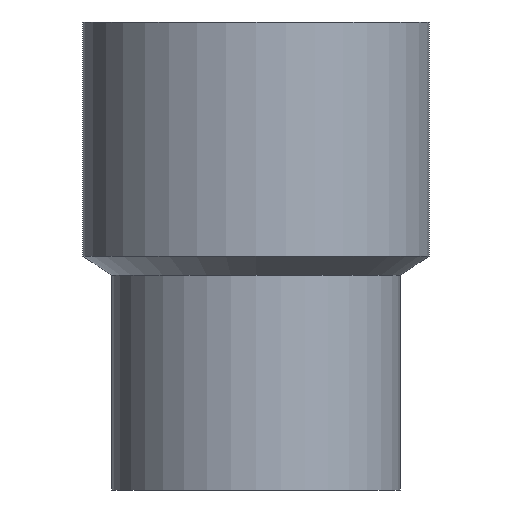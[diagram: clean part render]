
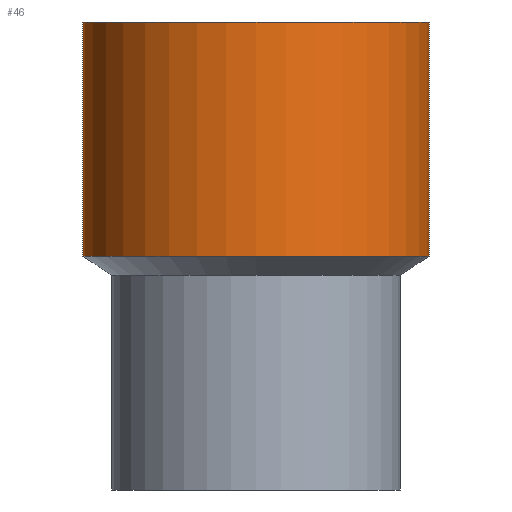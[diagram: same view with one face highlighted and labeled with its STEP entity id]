
A CAD part, front view. The second image highlights one B-rep face of the part: STEP entity #46.
In plain terms, the highlighted cylindrical face has radius 30 mm (diameter 60 mm), a partial arc.
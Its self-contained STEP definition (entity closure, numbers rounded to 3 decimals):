
#46=ADVANCED_FACE('',(#106),#107,.T.);
#106=FACE_OUTER_BOUND('',#182,.T.);
#107=CYLINDRICAL_SURFACE('',#183,30.0);
#182=EDGE_LOOP('',(#252,#253,#254,#255));
#183=AXIS2_PLACEMENT_3D('',#256,#257,#258);
#252=ORIENTED_EDGE('',*,*,#421,.F.);
#253=ORIENTED_EDGE('',*,*,#422,.F.);
#254=ORIENTED_EDGE('',*,*,#423,.F.);
#255=ORIENTED_EDGE('',*,*,#424,.F.);
#256=CARTESIAN_POINT('',(0.0,0.0,60.75));
#257=DIRECTION('',(0.0,0.0,-1.0));
#258=DIRECTION('',(1.0,0.0,0.0));
#421=EDGE_CURVE('',#485,#486,#487,.T.);
#422=EDGE_CURVE('',#488,#485,#489,.T.);
#423=EDGE_CURVE('',#490,#488,#491,.T.);
#424=EDGE_CURVE('',#486,#490,#492,.T.);
#485=VERTEX_POINT('',#575);
#486=VERTEX_POINT('',#576);
#487=LINE('',#577,#578);
#488=VERTEX_POINT('',#579);
#489=CIRCLE('',#580,30.0);
#490=VERTEX_POINT('',#581);
#491=LINE('',#582,#583);
#492=CIRCLE('',#584,30.0);
#575=CARTESIAN_POINT('',(30.0,0.0,81.0));
#576=CARTESIAN_POINT('',(30.0,0.0,40.5));
#577=CARTESIAN_POINT('',(30.0,0.,60.75));
#578=VECTOR('',#680,1.0);
#579=CARTESIAN_POINT('',(-30.0,0.,81.0));
#580=AXIS2_PLACEMENT_3D('',#681,#682,#683);
#581=CARTESIAN_POINT('',(-30.0,0.,40.5));
#582=CARTESIAN_POINT('',(-30.0,0.,60.75));
#583=VECTOR('',#684,1.0);
#584=AXIS2_PLACEMENT_3D('',#685,#686,#687);
#680=DIRECTION('',(0.0,0.0,-1.0));
#681=CARTESIAN_POINT('',(0.0,0.0,81.0));
#682=DIRECTION('',(0.0,0.0,1.0));
#683=DIRECTION('',(1.0,0.0,0.0));
#684=DIRECTION('',(-0.0,-0.0,1.0));
#685=CARTESIAN_POINT('',(0.0,0.0,40.5));
#686=DIRECTION('',(0.0,0.0,-1.0));
#687=DIRECTION('',(1.0,0.0,0.0));
